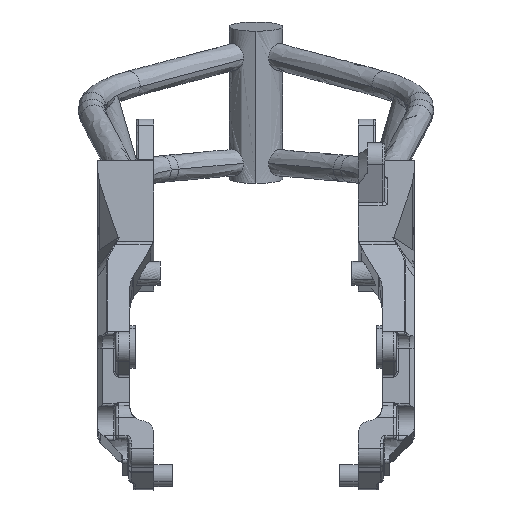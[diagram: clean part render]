
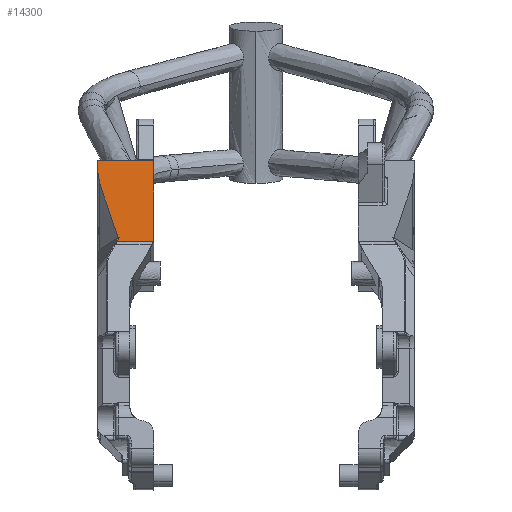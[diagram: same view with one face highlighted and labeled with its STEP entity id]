
A CAD part, top view. The second image highlights one B-rep face of the part: STEP entity #14300.
In plain terms, the highlighted free-form (B-spline) face has degree [1, 1] with [2, 2] control points.
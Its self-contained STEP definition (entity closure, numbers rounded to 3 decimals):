
#13481 = VERTEX_POINT('',#13482);
#13482 = CARTESIAN_POINT('',(-203.555,38.04,
    556.169));
#13488 = EDGE_CURVE('',#13481,#13489,#13491,.T.);
#13489 = VERTEX_POINT('',#13490);
#13490 = CARTESIAN_POINT('',(-203.555,23.098,
    591.953));
#13491 = B_SPLINE_CURVE_WITH_KNOTS('',1,(#13492,#13493),.UNSPECIFIED.,
  .F.,.F.,(2,2),(0.,33.909),.PIECEWISE_BEZIER_KNOTS.);
#13492 = CARTESIAN_POINT('',(-203.555,38.04,
    556.169));
#13493 = CARTESIAN_POINT('',(-203.555,23.098,
    591.953));
#14242 = VERTEX_POINT('',#14243);
#14243 = CARTESIAN_POINT('',(-132.178,-66.472,
    806.45));
#14281 = VERTEX_POINT('',#14282);
#14282 = CARTESIAN_POINT('',(-131.511,-62.059,
    795.88));
#14287 = EDGE_CURVE('',#14281,#14242,#14288,.T.);
#14288 = B_SPLINE_CURVE_WITH_KNOTS('',3,(#14289,#14290,#14291,#14292),
  .UNSPECIFIED.,.F.,.F.,(4,4),(0.,1.),.PIECEWISE_BEZIER_KNOTS.);
#14289 = CARTESIAN_POINT('',(-131.511,-62.059,
    795.88));
#14290 = CARTESIAN_POINT('',(-131.511,-63.535,
    799.415));
#14291 = CARTESIAN_POINT('',(-131.73,-65.006,
    802.939));
#14292 = CARTESIAN_POINT('',(-132.178,-66.472,
    806.45));
#14300 = ADVANCED_FACE('',(#14301),#14352,.F.);
#14301 = FACE_BOUND('',#14302,.F.);
#14302 = EDGE_LOOP('',(#14303,#14310,#14311,#14318,#14325,#14332,#14339,
    #14346,#14347));
#14303 = ORIENTED_EDGE('',*,*,#14304,.T.);
#14304 = EDGE_CURVE('',#14305,#14281,#14307,.T.);
#14305 = VERTEX_POINT('',#14306);
#14306 = CARTESIAN_POINT('',(-131.511,38.04,
    556.169));
#14307 = B_SPLINE_CURVE_WITH_KNOTS('',1,(#14308,#14309),.UNSPECIFIED.,
  .F.,.F.,(2,2),(0.,227.158),.PIECEWISE_BEZIER_KNOTS.);
#14308 = CARTESIAN_POINT('',(-131.511,38.04,
    556.169));
#14309 = CARTESIAN_POINT('',(-131.511,-62.059,
    795.88));
#14310 = ORIENTED_EDGE('',*,*,#14287,.T.);
#14311 = ORIENTED_EDGE('',*,*,#14312,.F.);
#14312 = EDGE_CURVE('',#14313,#14242,#14315,.T.);
#14313 = VERTEX_POINT('',#14314);
#14314 = CARTESIAN_POINT('',(-178.838,-66.472,
    806.45));
#14315 = B_SPLINE_CURVE_WITH_KNOTS('',1,(#14316,#14317),.UNSPECIFIED.,
  .F.,.F.,(2,2),(0.,40.802),.PIECEWISE_BEZIER_KNOTS.);
#14316 = CARTESIAN_POINT('',(-178.838,-66.472,
    806.45));
#14317 = CARTESIAN_POINT('',(-132.178,-66.472,
    806.45));
#14318 = ORIENTED_EDGE('',*,*,#14319,.T.);
#14319 = EDGE_CURVE('',#14313,#14320,#14322,.T.);
#14320 = VERTEX_POINT('',#14321);
#14321 = CARTESIAN_POINT('',(-176.161,-61.132,
    793.661));
#14322 = B_SPLINE_CURVE_WITH_KNOTS('',1,(#14323,#14324),.UNSPECIFIED.,
  .F.,.F.,(2,2),(0.,12.343),.PIECEWISE_BEZIER_KNOTS.);
#14323 = CARTESIAN_POINT('',(-178.838,-66.472,
    806.45));
#14324 = CARTESIAN_POINT('',(-176.161,-61.132,
    793.661));
#14325 = ORIENTED_EDGE('',*,*,#14326,.F.);
#14326 = EDGE_CURVE('',#14327,#14320,#14329,.T.);
#14327 = VERTEX_POINT('',#14328);
#14328 = CARTESIAN_POINT('',(-177.414,-61.132,
    793.661));
#14329 = B_SPLINE_CURVE_WITH_KNOTS('',1,(#14330,#14331),.UNSPECIFIED.,
  .F.,.F.,(2,2),(0.,1.095),.PIECEWISE_BEZIER_KNOTS.);
#14330 = CARTESIAN_POINT('',(-177.414,-61.132,
    793.661));
#14331 = CARTESIAN_POINT('',(-176.161,-61.132,
    793.661));
#14332 = ORIENTED_EDGE('',*,*,#14333,.F.);
#14333 = EDGE_CURVE('',#14334,#14327,#14336,.T.);
#14334 = VERTEX_POINT('',#14335);
#14335 = CARTESIAN_POINT('',(-201.061,8.356,
    627.255));
#14336 = B_SPLINE_CURVE_WITH_KNOTS('',1,(#14337,#14338),.UNSPECIFIED.,
  .F.,.F.,(2,2),(0.,159.042),.PIECEWISE_BEZIER_KNOTS.);
#14337 = CARTESIAN_POINT('',(-201.061,8.356,
    627.255));
#14338 = CARTESIAN_POINT('',(-177.414,-61.132,
    793.661));
#14339 = ORIENTED_EDGE('',*,*,#14340,.T.);
#14340 = EDGE_CURVE('',#14334,#13489,#14341,.T.);
#14341 = B_SPLINE_CURVE_WITH_KNOTS('',3,(#14342,#14343,#14344,#14345),
  .UNSPECIFIED.,.F.,.F.,(4,4),(0.,1.),.PIECEWISE_BEZIER_KNOTS.);
#14342 = CARTESIAN_POINT('',(-201.061,8.356,
    627.255));
#14343 = CARTESIAN_POINT('',(-202.726,13.249,
    615.538));
#14344 = CARTESIAN_POINT('',(-203.555,18.163,
    603.77));
#14345 = CARTESIAN_POINT('',(-203.555,23.098,
    591.953));
#14346 = ORIENTED_EDGE('',*,*,#13488,.F.);
#14347 = ORIENTED_EDGE('',*,*,#14348,.T.);
#14348 = EDGE_CURVE('',#13481,#14305,#14349,.T.);
#14349 = B_SPLINE_CURVE_WITH_KNOTS('',1,(#14350,#14351),.UNSPECIFIED.,
  .F.,.F.,(2,2),(0.,63.),.PIECEWISE_BEZIER_KNOTS.);
#14350 = CARTESIAN_POINT('',(-203.555,38.04,
    556.169));
#14351 = CARTESIAN_POINT('',(-131.511,38.04,
    556.169));
#14352 = B_SPLINE_SURFACE_WITH_KNOTS('',1,1,(
    (#14353,#14354)
    ,(#14355,#14356
    )),.UNSPECIFIED.,.F.,.F.,.F.,(2,2),(2,2),(-225.055,
    12.119),(-63.,0.),.PIECEWISE_BEZIER_KNOTS.);
#14353 = CARTESIAN_POINT('',(-131.511,38.04,
    556.169));
#14354 = CARTESIAN_POINT('',(-203.555,38.04,
    556.169));
#14355 = CARTESIAN_POINT('',(-131.511,-66.472,
    806.45));
#14356 = CARTESIAN_POINT('',(-203.555,-66.472,
    806.45));
